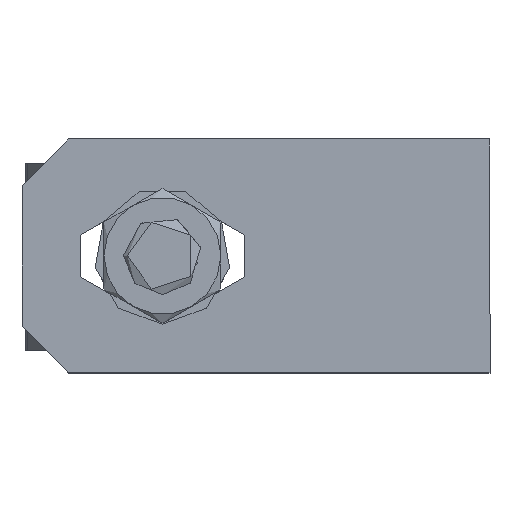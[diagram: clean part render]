
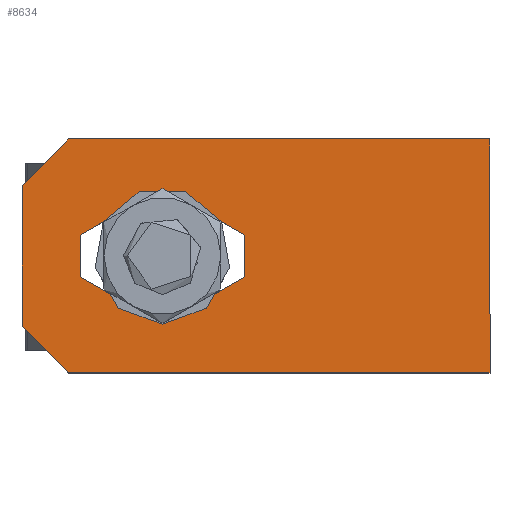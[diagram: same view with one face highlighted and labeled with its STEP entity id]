
A CAD part, top view. The second image highlights one B-rep face of the part: STEP entity #8634.
In plain terms, the highlighted planar face has unit normal (0, 0, 1).
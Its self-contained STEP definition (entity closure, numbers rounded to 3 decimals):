
#467 = VECTOR ( 'NONE', #1353, 1000. ) ;
#626 = CARTESIAN_POINT ( 'NONE',  ( 60., 30., 4. ) ) ;
#719 = VERTEX_POINT ( 'NONE', #14088 ) ;
#1191 = VECTOR ( 'NONE', #13954, 1000. ) ;
#1312 = EDGE_CURVE ( 'NONE', #15206, #719, #16979, .T. ) ;
#1353 = DIRECTION ( 'NONE',  ( 0., 1., 0. ) ) ;
#1448 = FACE_OUTER_BOUND ( 'NONE', #17019, .T. ) ;
#1805 = EDGE_CURVE ( 'NONE', #9500, #12885, #12026, .T. ) ;
#1992 = DIRECTION ( 'NONE',  ( 1., 0., 0. ) ) ;
#2491 = ORIENTED_EDGE ( 'NONE', *, *, #1312, .T. ) ;
#2907 = AXIS2_PLACEMENT_3D ( 'NONE', #15984, #14537, #11870 ) ;
#3156 = EDGE_LOOP ( 'NONE', ( #5498, #3501, #8345, #9088 ) ) ;
#3501 = ORIENTED_EDGE ( 'NONE', *, *, #1805, .F. ) ;
#4141 = CARTESIAN_POINT ( 'NONE',  ( 60., 30., 4. ) ) ;
#4245 = VERTEX_POINT ( 'NONE', #7217 ) ;
#4492 = EDGE_CURVE ( 'NONE', #719, #4779, #8840, .T. ) ;
#4664 = PLANE ( 'NONE',  #6521 ) ;
#4674 = CARTESIAN_POINT ( 'NONE',  ( -60., 30., 4. ) ) ;
#4700 = LINE ( 'NONE', #8369, #15053 ) ;
#4748 = VECTOR ( 'NONE', #12809, 1000. ) ;
#4779 = VERTEX_POINT ( 'NONE', #626 ) ;
#5315 = EDGE_CURVE ( 'NONE', #4245, #15206, #16397, .T. ) ;
#5319 = ORIENTED_EDGE ( 'NONE', *, *, #5315, .T. ) ;
#5498 = ORIENTED_EDGE ( 'NONE', *, *, #12395, .F. ) ;
#5530 = AXIS2_PLACEMENT_3D ( 'NONE', #8734, #9956, #11257 ) ;
#5902 = CARTESIAN_POINT ( 'NONE',  ( -48., 30., 4. ) ) ;
#6088 = CARTESIAN_POINT ( 'NONE',  ( 0., 0., 4. ) ) ;
#6521 = AXIS2_PLACEMENT_3D ( 'NONE', #6088, #15445, #1992 ) ;
#7217 = CARTESIAN_POINT ( 'NONE',  ( -60., -18., 4. ) ) ;
#7555 = LINE ( 'NONE', #10255, #13676 ) ;
#7601 = CARTESIAN_POINT ( 'NONE',  ( -35.75, -10.75, 4. ) ) ;
#8235 = DIRECTION ( 'NONE',  ( 1., 0., 0. ) ) ;
#8345 = ORIENTED_EDGE ( 'NONE', *, *, #9422, .F. ) ;
#8369 = CARTESIAN_POINT ( 'NONE',  ( -39., 39., 4. ) ) ;
#8381 = CARTESIAN_POINT ( 'NONE',  ( -35.75, 10.75, 4. ) ) ;
#8473 = ORIENTED_EDGE ( 'NONE', *, *, #4492, .T. ) ;
#8634 = ADVANCED_FACE ( 'NONE', ( #1448, #15922 ), #4664, .T. ) ;
#8734 = CARTESIAN_POINT ( 'NONE',  ( -35.75, 0., 4. ) ) ;
#8742 = EDGE_CURVE ( 'NONE', #12130, #9151, #11925, .T. ) ;
#8755 = DIRECTION ( 'NONE',  ( 0., -1., 0. ) ) ;
#8840 = LINE ( 'NONE', #4141, #467 ) ;
#9088 = ORIENTED_EDGE ( 'NONE', *, *, #8742, .F. ) ;
#9151 = VERTEX_POINT ( 'NONE', #10613 ) ;
#9422 = EDGE_CURVE ( 'NONE', #9151, #9500, #14005, .T. ) ;
#9500 = VERTEX_POINT ( 'NONE', #17189 ) ;
#9580 = DIRECTION ( 'NONE',  ( -0.707, -0.707, 0. ) ) ;
#9659 = VECTOR ( 'NONE', #14236, 1000. ) ;
#9956 = DIRECTION ( 'NONE',  ( 0., 0., 1. ) ) ;
#10255 = CARTESIAN_POINT ( 'NONE',  ( -60., 30., 4. ) ) ;
#10613 = CARTESIAN_POINT ( 'NONE',  ( -12.25, 10.75, 4. ) ) ;
#10647 = CARTESIAN_POINT ( 'NONE',  ( -12.25, -10.75, 4. ) ) ;
#10864 = CARTESIAN_POINT ( 'NONE',  ( -60., 18., 4. ) ) ;
#11257 = DIRECTION ( 'NONE',  ( 1., 0., 0. ) ) ;
#11499 = CARTESIAN_POINT ( 'NONE',  ( -39., -39., 4. ) ) ;
#11614 = VERTEX_POINT ( 'NONE', #5902 ) ;
#11676 = EDGE_CURVE ( 'NONE', #11614, #16243, #4700, .T. ) ;
#11870 = DIRECTION ( 'NONE',  ( 1., 0., 0. ) ) ;
#11925 = CIRCLE ( 'NONE', #2907, 10.75 ) ;
#12026 = CIRCLE ( 'NONE', #5530, 10.75 ) ;
#12130 = VERTEX_POINT ( 'NONE', #10647 ) ;
#12374 = VECTOR ( 'NONE', #8235, 1000. ) ;
#12395 = EDGE_CURVE ( 'NONE', #12885, #12130, #15718, .T. ) ;
#12667 = ORIENTED_EDGE ( 'NONE', *, *, #11676, .T. ) ;
#12809 = DIRECTION ( 'NONE',  ( 1., 0., 0. ) ) ;
#12885 = VERTEX_POINT ( 'NONE', #7601 ) ;
#13023 = LINE ( 'NONE', #4674, #13231 ) ;
#13231 = VECTOR ( 'NONE', #8755, 1000. ) ;
#13251 = EDGE_CURVE ( 'NONE', #4779, #11614, #7555, .T. ) ;
#13676 = VECTOR ( 'NONE', #16162, 1000. ) ;
#13954 = DIRECTION ( 'NONE',  ( -1., 0., 0. ) ) ;
#14005 = LINE ( 'NONE', #8381, #1191 ) ;
#14088 = CARTESIAN_POINT ( 'NONE',  ( 60., -30., 4. ) ) ;
#14236 = DIRECTION ( 'NONE',  ( 0.707, -0.707, 0. ) ) ;
#14306 = CARTESIAN_POINT ( 'NONE',  ( -60., -30., 4. ) ) ;
#14537 = DIRECTION ( 'NONE',  ( 0., 0., 1. ) ) ;
#15053 = VECTOR ( 'NONE', #9580, 1000. ) ;
#15206 = VERTEX_POINT ( 'NONE', #15341 ) ;
#15341 = CARTESIAN_POINT ( 'NONE',  ( -48., -30., 4. ) ) ;
#15445 = DIRECTION ( 'NONE',  ( 0., 0., 1. ) ) ;
#15471 = ORIENTED_EDGE ( 'NONE', *, *, #16673, .T. ) ;
#15718 = LINE ( 'NONE', #16276, #12374 ) ;
#15922 = FACE_BOUND ( 'NONE', #3156, .T. ) ;
#15981 = ORIENTED_EDGE ( 'NONE', *, *, #13251, .T. ) ;
#15984 = CARTESIAN_POINT ( 'NONE',  ( -12.25, 0., 4. ) ) ;
#16162 = DIRECTION ( 'NONE',  ( -1., 0., 0. ) ) ;
#16243 = VERTEX_POINT ( 'NONE', #10864 ) ;
#16276 = CARTESIAN_POINT ( 'NONE',  ( -35.75, -10.75, 4. ) ) ;
#16397 = LINE ( 'NONE', #11499, #9659 ) ;
#16673 = EDGE_CURVE ( 'NONE', #16243, #4245, #13023, .T. ) ;
#16979 = LINE ( 'NONE', #14306, #4748 ) ;
#17019 = EDGE_LOOP ( 'NONE', ( #15471, #5319, #2491, #8473, #15981, #12667 ) ) ;
#17189 = CARTESIAN_POINT ( 'NONE',  ( -35.75, 10.75, 4. ) ) ;
